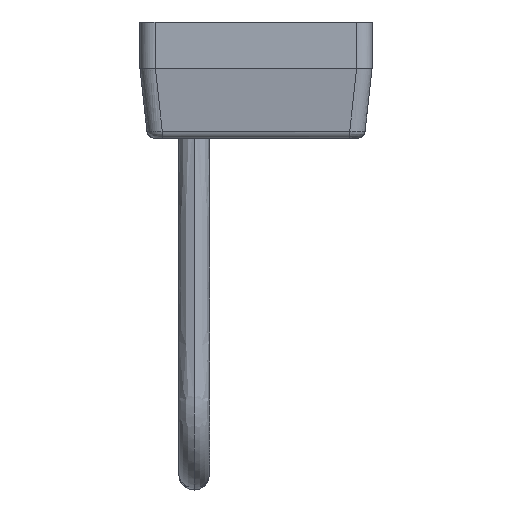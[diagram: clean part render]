
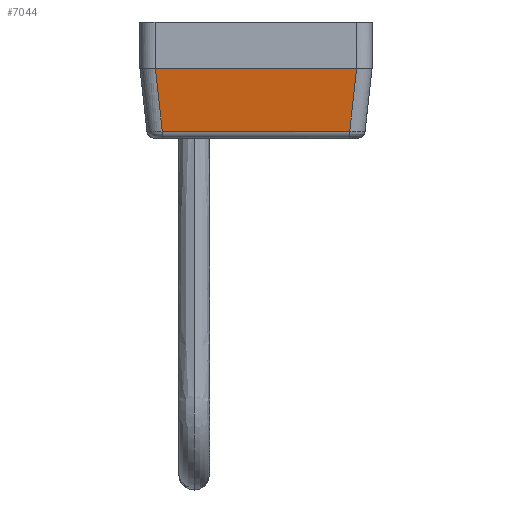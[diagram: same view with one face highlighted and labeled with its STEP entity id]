
A CAD part, left-side view. The second image highlights one B-rep face of the part: STEP entity #7044.
In plain terms, the highlighted free-form (B-spline) face has degree [1, 1] with [2, 2] control points.
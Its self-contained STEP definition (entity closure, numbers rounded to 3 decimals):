
#6359=CARTESIAN_POINT('',(-80.599,-20.111,39.39));
#6360=VERTEX_POINT('',#6359);
#6498=CARTESIAN_POINT('',(-80.599,4.111,39.39));
#6499=VERTEX_POINT('',#6498);
#6665=CARTESIAN_POINT('',(-81.5,-21.012,47.5));
#6666=VERTEX_POINT('',#6665);
#6667=CARTESIAN_POINT('',(-80.599,-20.111,39.39));
#6668=CARTESIAN_POINT('',(-81.5,-21.012,47.5));
#6669=QUASI_UNIFORM_CURVE('',1,(#6667,#6668),.UNSPECIFIED.,.F.,.U.);
#6670=EDGE_CURVE('',#6360,#6666,#6669,.T.);
#6718=CARTESIAN_POINT('',(-81.5,5.012,47.5));
#6719=VERTEX_POINT('',#6718);
#6720=CARTESIAN_POINT('',(-81.5,5.012,47.5));
#6721=CARTESIAN_POINT('',(-80.599,4.111,39.39));
#6722=QUASI_UNIFORM_CURVE('',1,(#6720,#6721),.UNSPECIFIED.,.F.,.U.);
#6723=EDGE_CURVE('',#6719,#6499,#6722,.T.);
#7020=CARTESIAN_POINT('',(-80.599,-20.111,39.39));
#7021=CARTESIAN_POINT('',(-80.599,4.111,39.39));
#7022=QUASI_UNIFORM_CURVE('',1,(#7020,#7021),.UNSPECIFIED.,.F.,.U.);
#7023=EDGE_CURVE('',#6360,#6499,#7022,.T.);
#7029=CARTESIAN_POINT('',(-81.545,-22.312,47.905));
#7030=CARTESIAN_POINT('',(-80.554,-22.312,38.984));
#7031=CARTESIAN_POINT('',(-81.545,6.312,47.905));
#7032=CARTESIAN_POINT('',(-80.554,6.312,38.984));
#7033=B_SPLINE_SURFACE_WITH_KNOTS('',1,1,((#7029,#7031),(#7030,#7032)),.UNSPECIFIED.,.F.,.F.,.U.,(2,2),(2,2),(0.0,8.976),(0.0,28.624),.UNSPECIFIED.);
#7034=CARTESIAN_POINT('',(-81.5,-21.012,47.5));
#7035=CARTESIAN_POINT('',(-81.5,5.012,47.5));
#7036=QUASI_UNIFORM_CURVE('',1,(#7034,#7035),.UNSPECIFIED.,.F.,.U.);
#7037=EDGE_CURVE('',#6666,#6719,#7036,.T.);
#7038=ORIENTED_EDGE('',*,*,#7037,.T.);
#7039=ORIENTED_EDGE('',*,*,#6723,.T.);
#7040=ORIENTED_EDGE('',*,*,#7023,.F.);
#7041=ORIENTED_EDGE('',*,*,#6670,.T.);
#7042=EDGE_LOOP('',(#7038,#7039,#7040,#7041));
#7043=FACE_OUTER_BOUND('',#7042,.T.);
#7044=ADVANCED_FACE('',(#7043),#7033,.F.);
